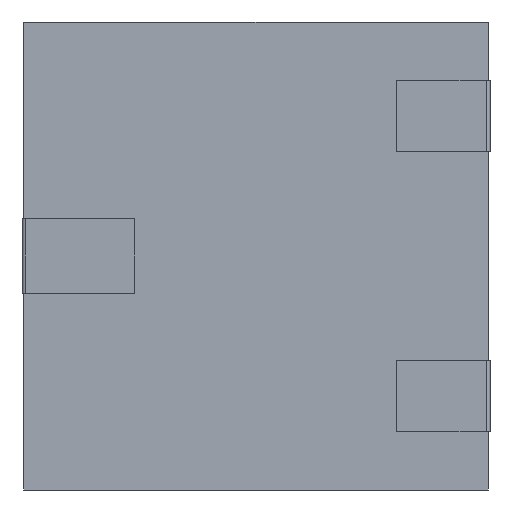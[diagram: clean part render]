
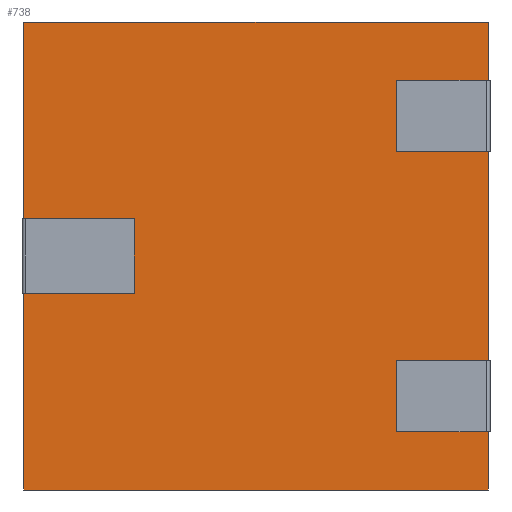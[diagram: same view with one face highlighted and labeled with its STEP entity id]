
A CAD part, front view. The second image highlights one B-rep face of the part: STEP entity #738.
In plain terms, the highlighted planar face has unit normal (0, -1, 0).
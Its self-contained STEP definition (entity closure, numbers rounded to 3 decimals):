
#1=DIRECTION('',(0.,0.,1.));
#2=VECTOR('',#1,1.9);
#3=CARTESIAN_POINT('',(3.75,0.,-4.7));
#4=LINE('',#3,#2);
#5=DIRECTION('',(-1.,0.,0.));
#6=VECTOR('',#5,2.45);
#7=CARTESIAN_POINT('',(6.2,0.,-4.7));
#8=LINE('',#7,#6);
#9=DIRECTION('',(0.,0.,-1.));
#10=VECTOR('',#9,1.55);
#11=CARTESIAN_POINT('',(6.2,0.,-4.7));
#12=LINE('',#11,#10);
#13=DIRECTION('',(-1.,0.,0.));
#14=VECTOR('',#13,12.4);
#15=CARTESIAN_POINT('',(6.2,0.,-6.25));
#16=LINE('',#15,#14);
#17=DIRECTION('',(0.,0.,1.));
#18=VECTOR('',#17,5.25);
#19=CARTESIAN_POINT('',(-6.2,0.,-6.25));
#20=LINE('',#19,#18);
#21=DIRECTION('',(1.,0.,0.));
#22=VECTOR('',#21,2.95);
#23=CARTESIAN_POINT('',(-6.2,0.,-1.));
#24=LINE('',#23,#22);
#25=DIRECTION('',(0.,0.,-1.));
#26=VECTOR('',#25,2.);
#27=CARTESIAN_POINT('',(-3.25,0.,1.));
#28=LINE('',#27,#26);
#29=DIRECTION('',(1.,0.,0.));
#30=VECTOR('',#29,2.95);
#31=CARTESIAN_POINT('',(-6.2,0.,1.));
#32=LINE('',#31,#30);
#33=DIRECTION('',(0.,0.,1.));
#34=VECTOR('',#33,5.25);
#35=CARTESIAN_POINT('',(-6.2,0.,1.));
#36=LINE('',#35,#34);
#37=DIRECTION('',(1.,0.,0.));
#38=VECTOR('',#37,12.4);
#39=CARTESIAN_POINT('',(-6.2,0.,6.25));
#40=LINE('',#39,#38);
#41=DIRECTION('',(0.,0.,-1.));
#42=VECTOR('',#41,1.55);
#43=CARTESIAN_POINT('',(6.2,0.,6.25));
#44=LINE('',#43,#42);
#45=DIRECTION('',(-1.,0.,0.));
#46=VECTOR('',#45,2.45);
#47=CARTESIAN_POINT('',(6.2,0.,4.7));
#48=LINE('',#47,#46);
#49=DIRECTION('',(0.,0.,1.));
#50=VECTOR('',#49,1.9);
#51=CARTESIAN_POINT('',(3.75,0.,2.8));
#52=LINE('',#51,#50);
#53=DIRECTION('',(-1.,0.,0.));
#54=VECTOR('',#53,2.45);
#55=CARTESIAN_POINT('',(6.2,0.,2.8));
#56=LINE('',#55,#54);
#57=DIRECTION('',(0.,0.,-1.));
#58=VECTOR('',#57,5.6);
#59=CARTESIAN_POINT('',(6.2,0.,2.8));
#60=LINE('',#59,#58);
#61=DIRECTION('',(-1.,0.,0.));
#62=VECTOR('',#61,2.45);
#63=CARTESIAN_POINT('',(6.2,0.,-2.8));
#64=LINE('',#63,#62);
#527=CARTESIAN_POINT('',(-6.2,0.,6.25));
#528=CARTESIAN_POINT('',(6.2,0.,6.25));
#529=VERTEX_POINT('',#527);
#530=VERTEX_POINT('',#528);
#531=CARTESIAN_POINT('',(6.2,0.,-6.25));
#532=CARTESIAN_POINT('',(-6.2,0.,-6.25));
#533=VERTEX_POINT('',#531);
#534=VERTEX_POINT('',#532);
#591=CARTESIAN_POINT('',(3.75,0.,-4.7));
#592=CARTESIAN_POINT('',(3.75,0.,-2.8));
#593=VERTEX_POINT('',#591);
#594=VERTEX_POINT('',#592);
#595=CARTESIAN_POINT('',(6.2,0.,-2.8));
#596=VERTEX_POINT('',#595);
#597=CARTESIAN_POINT('',(6.2,0.,-4.7));
#598=VERTEX_POINT('',#597);
#599=CARTESIAN_POINT('',(6.2,0.,4.7));
#600=CARTESIAN_POINT('',(3.75,0.,4.7));
#601=VERTEX_POINT('',#599);
#602=VERTEX_POINT('',#600);
#603=CARTESIAN_POINT('',(6.2,0.,2.8));
#604=CARTESIAN_POINT('',(3.75,0.,2.8));
#605=VERTEX_POINT('',#603);
#606=VERTEX_POINT('',#604);
#627=CARTESIAN_POINT('',(-6.2,0.,-1.));
#628=VERTEX_POINT('',#627);
#629=CARTESIAN_POINT('',(-6.2,0.,1.));
#630=VERTEX_POINT('',#629);
#647=CARTESIAN_POINT('',(-3.25,0.,-1.));
#648=VERTEX_POINT('',#647);
#649=CARTESIAN_POINT('',(-3.25,0.,1.));
#650=VERTEX_POINT('',#649);
#699=CARTESIAN_POINT('',(0.,0.,0.));
#700=DIRECTION('',(0.,1.,0.));
#701=DIRECTION('',(1.,0.,0.));
#702=AXIS2_PLACEMENT_3D('',#699,#700,#701);
#703=PLANE('',#702);
#705=ORIENTED_EDGE('',*,*,#704,.F.);
#707=ORIENTED_EDGE('',*,*,#706,.F.);
#709=ORIENTED_EDGE('',*,*,#708,.T.);
#711=ORIENTED_EDGE('',*,*,#710,.T.);
#713=ORIENTED_EDGE('',*,*,#712,.T.);
#715=ORIENTED_EDGE('',*,*,#714,.T.);
#717=ORIENTED_EDGE('',*,*,#716,.F.);
#719=ORIENTED_EDGE('',*,*,#718,.F.);
#721=ORIENTED_EDGE('',*,*,#720,.T.);
#723=ORIENTED_EDGE('',*,*,#722,.T.);
#725=ORIENTED_EDGE('',*,*,#724,.T.);
#727=ORIENTED_EDGE('',*,*,#726,.T.);
#729=ORIENTED_EDGE('',*,*,#728,.F.);
#731=ORIENTED_EDGE('',*,*,#730,.F.);
#733=ORIENTED_EDGE('',*,*,#732,.T.);
#735=ORIENTED_EDGE('',*,*,#734,.T.);
#736=EDGE_LOOP('',(#705,#707,#709,#711,#713,#715,#717,#719,#721,#723,#725,#727,
#729,#731,#733,#735));
#737=FACE_OUTER_BOUND('',#736,.F.);
#704=EDGE_CURVE('',#593,#594,#4,.T.);
#706=EDGE_CURVE('',#598,#593,#8,.T.);
#708=EDGE_CURVE('',#598,#533,#12,.T.);
#710=EDGE_CURVE('',#533,#534,#16,.T.);
#712=EDGE_CURVE('',#534,#628,#20,.T.);
#714=EDGE_CURVE('',#628,#648,#24,.T.);
#716=EDGE_CURVE('',#650,#648,#28,.T.);
#718=EDGE_CURVE('',#630,#650,#32,.T.);
#720=EDGE_CURVE('',#630,#529,#36,.T.);
#722=EDGE_CURVE('',#529,#530,#40,.T.);
#724=EDGE_CURVE('',#530,#601,#44,.T.);
#726=EDGE_CURVE('',#601,#602,#48,.T.);
#728=EDGE_CURVE('',#606,#602,#52,.T.);
#730=EDGE_CURVE('',#605,#606,#56,.T.);
#732=EDGE_CURVE('',#605,#596,#60,.T.);
#734=EDGE_CURVE('',#596,#594,#64,.T.);
#738=ADVANCED_FACE('',(#737),#703,.F.);
